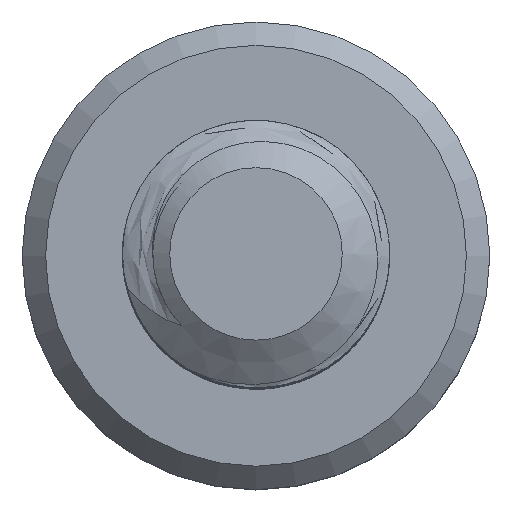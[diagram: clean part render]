
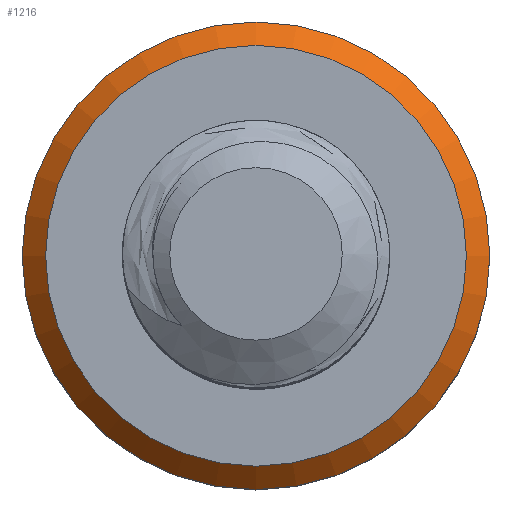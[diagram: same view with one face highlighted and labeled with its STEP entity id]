
A CAD part, top view. The second image highlights one B-rep face of the part: STEP entity #1216.
In plain terms, the highlighted conical face has half-angle 45 degrees and reference radius 3.5 mm.
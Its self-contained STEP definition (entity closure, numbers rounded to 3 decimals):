
#35=CONICAL_SURFACE('',#1310,3.5,0.785);
#90=FACE_OUTER_BOUND('',#160,.T.);
#160=EDGE_LOOP('',(#928,#929,#930,#931,#932,#933));
#190=CIRCLE('',#1311,3.5);
#191=CIRCLE('',#1312,3.5);
#192=CIRCLE('',#1313,3.15);
#193=CIRCLE('',#1314,3.15);
#353=LINE('',#10315,#415);
#415=VECTOR('',#1504,3.5);
#528=VERTEX_POINT('',#10310);
#529=VERTEX_POINT('',#10311);
#530=VERTEX_POINT('',#10314);
#531=VERTEX_POINT('',#10316);
#695=EDGE_CURVE('',#528,#529,#190,.T.);
#696=EDGE_CURVE('',#529,#528,#191,.T.);
#697=EDGE_CURVE('',#529,#530,#353,.T.);
#698=EDGE_CURVE('',#531,#530,#192,.T.);
#699=EDGE_CURVE('',#530,#531,#193,.T.);
#928=ORIENTED_EDGE('',*,*,#695,.F.);
#929=ORIENTED_EDGE('',*,*,#696,.F.);
#930=ORIENTED_EDGE('',*,*,#697,.T.);
#931=ORIENTED_EDGE('',*,*,#698,.F.);
#932=ORIENTED_EDGE('',*,*,#699,.F.);
#933=ORIENTED_EDGE('',*,*,#697,.F.);
#1216=ADVANCED_FACE('',(#90),#35,.T.);
#1310=AXIS2_PLACEMENT_3D('',#10309,#1498,#1499);
#1311=AXIS2_PLACEMENT_3D('',#10312,#1500,#1501);
#1312=AXIS2_PLACEMENT_3D('',#10313,#1502,#1503);
#1313=AXIS2_PLACEMENT_3D('',#10317,#1505,#1506);
#1314=AXIS2_PLACEMENT_3D('',#10318,#1507,#1508);
#1498=DIRECTION('center_axis',(0.,0.,-1.));
#1499=DIRECTION('ref_axis',(-1.,0.,0.));
#1500=DIRECTION('center_axis',(0.,0.,-1.));
#1501=DIRECTION('ref_axis',(-1.,0.,0.));
#1502=DIRECTION('center_axis',(0.,0.,-1.));
#1503=DIRECTION('ref_axis',(-1.,0.,0.));
#1504=DIRECTION('',(-0.707,0.,0.707));
#1505=DIRECTION('center_axis',(0.,0.,1.));
#1506=DIRECTION('ref_axis',(-1.,0.,0.));
#1507=DIRECTION('center_axis',(0.,0.,1.));
#1508=DIRECTION('ref_axis',(-1.,0.,0.));
#10309=CARTESIAN_POINT('Origin',(0.,0.,-16.35));
#10310=CARTESIAN_POINT('',(-3.5,0.,-16.35));
#10311=CARTESIAN_POINT('',(3.5,0.,-16.35));
#10312=CARTESIAN_POINT('Origin',(0.,0.,-16.35));
#10313=CARTESIAN_POINT('Origin',(0.,0.,-16.35));
#10314=CARTESIAN_POINT('',(3.15,0.,-16.));
#10315=CARTESIAN_POINT('',(3.5,0.,-16.35));
#10316=CARTESIAN_POINT('',(-3.15,0.,-16.));
#10317=CARTESIAN_POINT('Origin',(0.,0.,-16.));
#10318=CARTESIAN_POINT('Origin',(0.,0.,-16.));
